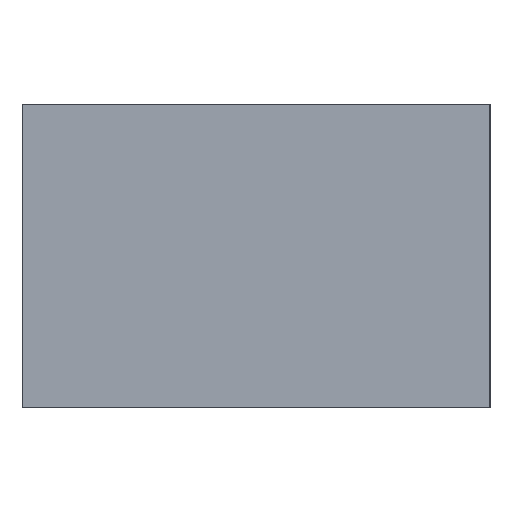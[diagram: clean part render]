
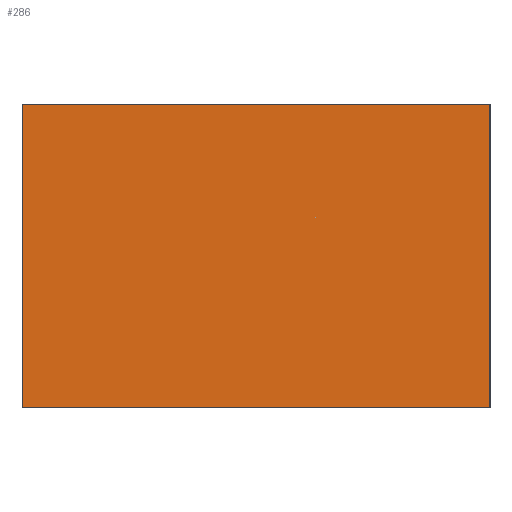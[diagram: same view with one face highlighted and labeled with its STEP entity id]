
A CAD part, left-side view. The second image highlights one B-rep face of the part: STEP entity #286.
In plain terms, the highlighted planar face has unit normal (-1, 0, 0).
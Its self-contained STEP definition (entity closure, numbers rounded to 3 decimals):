
#28=FACE_OUTER_BOUND($,#46,.T.);
#46=EDGE_LOOP($,(#220,#221,#222,#223));
#74=LINE($,#436,#110);
#75=LINE($,#439,#111);
#76=LINE($,#441,#112);
#77=LINE($,#442,#113);
#110=VECTOR($,#357,0.55);
#111=VECTOR($,#360,0.85);
#112=VECTOR($,#361,0.85);
#113=VECTOR($,#362,0.55);
#140=VERTEX_POINT($,#432);
#141=VERTEX_POINT($,#434);
#142=VERTEX_POINT($,#438);
#143=VERTEX_POINT($,#440);
#170=EDGE_CURVE($,#140,#141,#74,.T.);
#171=EDGE_CURVE($,#140,#142,#75,.T.);
#172=EDGE_CURVE($,#143,#141,#76,.T.);
#173=EDGE_CURVE($,#142,#143,#77,.T.);
#220=ORIENTED_EDGE($,*,*,#171,.F.);
#221=ORIENTED_EDGE($,*,*,#170,.T.);
#222=ORIENTED_EDGE($,*,*,#172,.F.);
#223=ORIENTED_EDGE($,*,*,#173,.F.);
#268=PLANE($,#311);
#286=ADVANCED_FACE($,(#28),#268,.T.);
#311=AXIS2_PLACEMENT_3D($,#437,#358,#359);
#357=DIRECTION($,(0.,0.,1.));
#358=DIRECTION('center_axis',(-1.,0.,0.));
#359=DIRECTION('ref_axis',(0.,-1.,0.));
#360=DIRECTION($,(0.,1.,0.));
#361=DIRECTION($,(0.,-1.,0.));
#362=DIRECTION($,(0.,0.,1.));
#432=CARTESIAN_POINT('',(-0.775,-0.425,0.));
#434=CARTESIAN_POINT('',(-0.775,-0.425,0.55));
#436=CARTESIAN_POINT($,(-0.775,-0.425,0.));
#437=CARTESIAN_POINT('Origin',(-0.775,0.425,0.));
#438=CARTESIAN_POINT('',(-0.775,0.425,0.));
#439=CARTESIAN_POINT($,(-0.775,-0.425,0.));
#440=CARTESIAN_POINT('',(-0.775,0.425,0.55));
#441=CARTESIAN_POINT($,(-0.775,-0.425,0.55));
#442=CARTESIAN_POINT($,(-0.775,0.425,0.));
